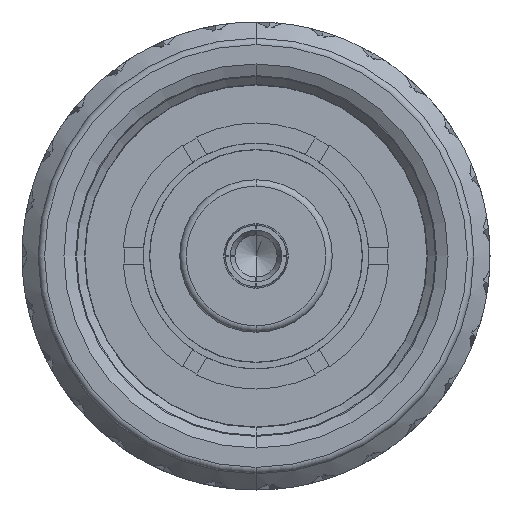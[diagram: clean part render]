
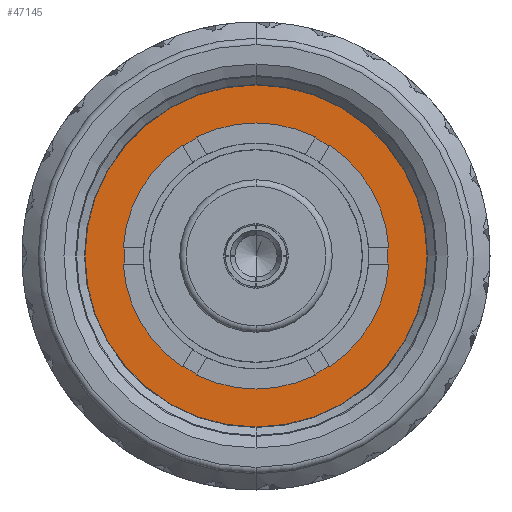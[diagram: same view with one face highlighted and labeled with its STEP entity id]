
A CAD part, left-side view. The second image highlights one B-rep face of the part: STEP entity #47145.
In plain terms, the highlighted planar face has unit normal (-1, 0, 0).
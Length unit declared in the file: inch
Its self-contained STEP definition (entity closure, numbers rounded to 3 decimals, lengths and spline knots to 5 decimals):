
#111 = CIRCLE ( 'NONE', #57538, 0.161 ) ;
#814 = FACE_OUTER_BOUND ( 'NONE', #32184, .T. ) ;
#4247 = CARTESIAN_POINT ( 'NONE',  ( 0.32717, 0., -0.22 ) ) ;
#4515 = CARTESIAN_POINT ( 'NONE',  ( 0.32717, 0., 0. ) ) ;
#5440 = DIRECTION ( 'NONE',  ( -1., 0., 0. ) ) ;
#6542 = DIRECTION ( 'NONE',  ( -1., 0., 0. ) ) ;
#7275 = CIRCLE ( 'NONE', #33346, 0.161 ) ;
#7587 = CIRCLE ( 'NONE', #14097, 0.22 ) ;
#9304 = ORIENTED_EDGE ( 'NONE', *, *, #15780, .F. ) ;
#10902 = ORIENTED_EDGE ( 'NONE', *, *, #44907, .F. ) ;
#13948 = PLANE ( 'NONE',  #36437 ) ;
#14097 = AXIS2_PLACEMENT_3D ( 'NONE', #48219, #6542, #78067 ) ;
#14254 = DIRECTION ( 'NONE',  ( -1., 0., 0. ) ) ;
#15780 = EDGE_CURVE ( 'NONE', #35417, #53460, #7275, .T. ) ;
#16378 = DIRECTION ( 'NONE',  ( 0., 0., 1. ) ) ;
#17000 = CARTESIAN_POINT ( 'NONE',  ( 0.32717, 0., -0.161 ) ) ;
#23215 = CARTESIAN_POINT ( 'NONE',  ( 0.32717, 0., 0. ) ) ;
#26019 = AXIS2_PLACEMENT_3D ( 'NONE', #4515, #29390, #16378 ) ;
#29390 = DIRECTION ( 'NONE',  ( -1., 0., 0. ) ) ;
#29862 = ORIENTED_EDGE ( 'NONE', *, *, #51759, .T. ) ;
#32184 = EDGE_LOOP ( 'NONE', ( #29862, #45838 ) ) ;
#32631 = CARTESIAN_POINT ( 'NONE',  ( 0.32717, 0., 0.22 ) ) ;
#33346 = AXIS2_PLACEMENT_3D ( 'NONE', #74638, #14254, #51401 ) ;
#35417 = VERTEX_POINT ( 'NONE', #77632 ) ;
#36437 = AXIS2_PLACEMENT_3D ( 'NONE', #56382, #76154, #75367 ) ;
#44584 = EDGE_LOOP ( 'NONE', ( #9304, #10902 ) ) ;
#44907 = EDGE_CURVE ( 'NONE', #53460, #35417, #111, .T. ) ;
#45838 = ORIENTED_EDGE ( 'NONE', *, *, #68165, .T. ) ;
#47145 = ADVANCED_FACE ( 'NONE', ( #814, #55809 ), #13948, .T. ) ;
#48219 = CARTESIAN_POINT ( 'NONE',  ( 0.32717, 0., 0. ) ) ;
#51401 = DIRECTION ( 'NONE',  ( 0., 0., 1. ) ) ;
#51759 = EDGE_CURVE ( 'NONE', #74866, #52738, #7587, .T. ) ;
#52738 = VERTEX_POINT ( 'NONE', #4247 ) ;
#53460 = VERTEX_POINT ( 'NONE', #17000 ) ;
#55809 = FACE_BOUND ( 'NONE', #44584, .T. ) ;
#56382 = CARTESIAN_POINT ( 'NONE',  ( 0.32717, 0.22, 0. ) ) ;
#57538 = AXIS2_PLACEMENT_3D ( 'NONE', #23215, #5440, #77486 ) ;
#67324 = CIRCLE ( 'NONE', #26019, 0.22 ) ;
#68165 = EDGE_CURVE ( 'NONE', #52738, #74866, #67324, .T. ) ;
#74638 = CARTESIAN_POINT ( 'NONE',  ( 0.32717, 0., 0. ) ) ;
#74866 = VERTEX_POINT ( 'NONE', #32631 ) ;
#75367 = DIRECTION ( 'NONE',  ( 0., 0., 1. ) ) ;
#76154 = DIRECTION ( 'NONE',  ( -1., 0., 0. ) ) ;
#77486 = DIRECTION ( 'NONE',  ( 0., 0., 1. ) ) ;
#77632 = CARTESIAN_POINT ( 'NONE',  ( 0.32717, 0., 0.161 ) ) ;
#78067 = DIRECTION ( 'NONE',  ( 0., 0., 1. ) ) ;
